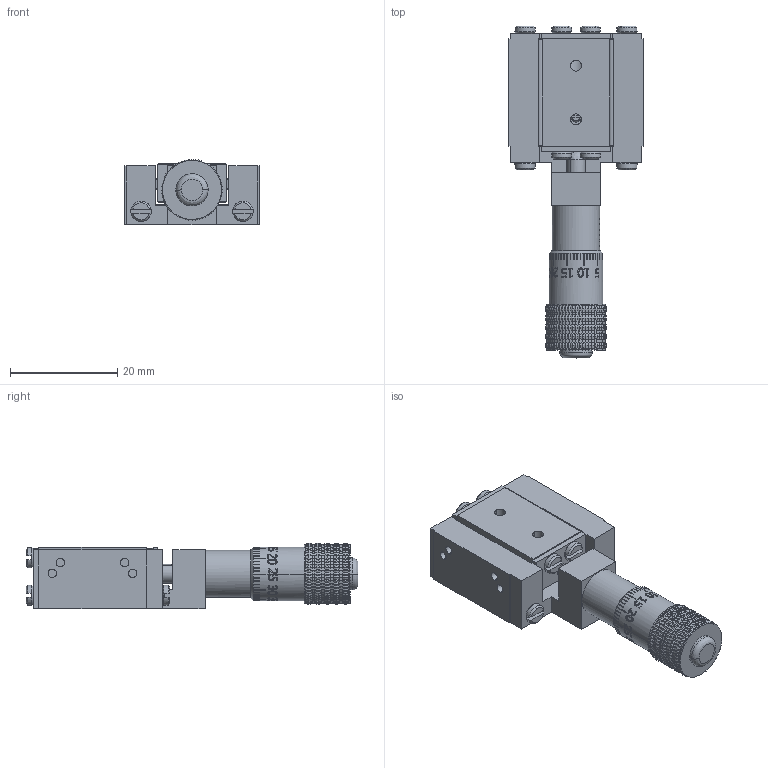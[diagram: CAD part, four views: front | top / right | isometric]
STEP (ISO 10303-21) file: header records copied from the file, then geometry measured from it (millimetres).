
FILE_DESCRIPTION(/* description */ (''),/* implementation_level */ '2;1');
FILE_NAME(/* name */ '02_SS-K6',/* time_stamp */ '2025-04-15T08:36:46+03:00',/* author */ (''),/* organization */ (''),/* preprocessor_version */ 'ST-DEVELOPER v16.5',/* originating_system */ 'Rhino 7.34',/* authorisation */ '');
FILE_SCHEMA (('AUTOMOTIVE_DESIGN'));
Length unit declared in the file: millimetre
Products named in the file (1): Document
Bounding box: 25 x 61.9 x 12.2 mm (x, y, z)
Volume: 8186 mm3; surface area: 6992.1 mm2
Topology: 2 solids, 2 shells, 2315 faces, 6555 edges, 3848 vertices
Faces by surface type: plane 1810, bspline 274, cylinder 231
Entity records: 72438 total; most frequent: CARTESIAN_POINT 29852, ORIENTED_EDGE 13110, EDGE_CURVE 6555, B_SPLINE_CURVE_WITH_KNOTS 5581, VERTEX_POINT 3848, EDGE_LOOP 2405, ADVANCED_FACE 2315, FACE_OUTER_BOUND 2315
